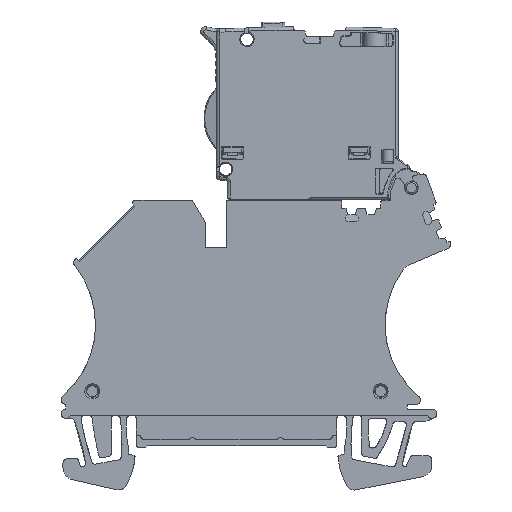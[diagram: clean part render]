
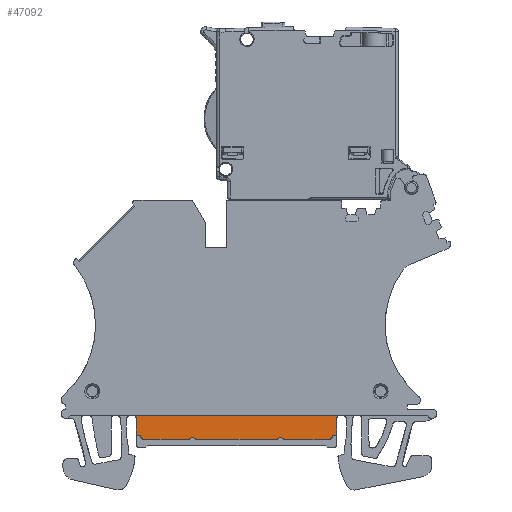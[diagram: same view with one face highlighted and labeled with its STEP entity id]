
A CAD part, left-side view. The second image highlights one B-rep face of the part: STEP entity #47092.
In plain terms, the highlighted planar face has unit normal (-1, 0, 0).
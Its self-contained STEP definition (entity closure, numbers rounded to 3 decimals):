
#32024 = EDGE_CURVE('',#32025,#32027,#32029,.T.);
#32025 = VERTEX_POINT('',#32026);
#32026 = CARTESIAN_POINT('',(1.2,50.728,11.9)
  );
#32027 = VERTEX_POINT('',#32028);
#32028 = CARTESIAN_POINT('',(1.2,17.728,11.9)
  );
#32029 = LINE('',#32030,#32031);
#32030 = CARTESIAN_POINT('',(1.2,34.228,11.9)
  );
#32031 = VECTOR('',#32032,1.);
#32032 = DIRECTION('',(0.,-1.,0.));
#47092 = ADVANCED_FACE('',(#47093),#47238,.T.);
#47093 = FACE_BOUND('',#47094,.T.);
#47094 = EDGE_LOOP('',(#47095,#47105,#47114,#47122,#47130,#47138,#47145,
    #47146,#47155,#47163,#47171,#47179,#47188,#47196,#47205,#47214,
    #47222,#47231));
#47095 = ORIENTED_EDGE('',*,*,#47096,.T.);
#47096 = EDGE_CURVE('',#47097,#47099,#47101,.T.);
#47097 = VERTEX_POINT('',#47098);
#47098 = CARTESIAN_POINT('',(1.2,26.696,8.071));
#47099 = VERTEX_POINT('',#47100);
#47100 = CARTESIAN_POINT('',(1.2,19.428,8.071)
  );
#47101 = LINE('',#47102,#47103);
#47102 = CARTESIAN_POINT('',(1.2,23.062,8.071)
  );
#47103 = VECTOR('',#47104,1.);
#47104 = DIRECTION('',(0.,-1.,0.));
#47105 = ORIENTED_EDGE('',*,*,#47106,.T.);
#47106 = EDGE_CURVE('',#47099,#47107,#47109,.T.);
#47107 = VERTEX_POINT('',#47108);
#47108 = CARTESIAN_POINT('',(1.2,18.949,8.55)
  );
#47109 = CIRCLE('',#47110,0.479);
#47110 = AXIS2_PLACEMENT_3D('',#47111,#47112,#47113);
#47111 = CARTESIAN_POINT('',(1.2,19.428,8.55)
  );
#47112 = DIRECTION('',(-1.,0.,0.));
#47113 = DIRECTION('',(0.,0.,-1.));
#47114 = ORIENTED_EDGE('',*,*,#47115,.F.);
#47115 = EDGE_CURVE('',#47116,#47107,#47118,.T.);
#47116 = VERTEX_POINT('',#47117);
#47117 = CARTESIAN_POINT('',(1.2,18.949,8.75)
  );
#47118 = LINE('',#47119,#47120);
#47119 = CARTESIAN_POINT('',(1.2,18.949,8.65)
  );
#47120 = VECTOR('',#47121,1.);
#47121 = DIRECTION('',(0.,0.,-1.));
#47122 = ORIENTED_EDGE('',*,*,#47123,.T.);
#47123 = EDGE_CURVE('',#47116,#47124,#47126,.T.);
#47124 = VERTEX_POINT('',#47125);
#47125 = CARTESIAN_POINT('',(1.2,18.228,8.75)
  );
#47126 = LINE('',#47127,#47128);
#47127 = CARTESIAN_POINT('',(1.2,18.588,8.75)
  );
#47128 = VECTOR('',#47129,1.);
#47129 = DIRECTION('',(0.,-1.,0.));
#47130 = ORIENTED_EDGE('',*,*,#47131,.T.);
#47131 = EDGE_CURVE('',#47124,#47132,#47134,.T.);
#47132 = VERTEX_POINT('',#47133);
#47133 = CARTESIAN_POINT('',(1.2,18.228,11.4
    ));
#47134 = LINE('',#47135,#47136);
#47135 = CARTESIAN_POINT('',(1.2,18.228,10.075
    ));
#47136 = VECTOR('',#47137,1.);
#47137 = DIRECTION('',(0.,0.,1.));
#47138 = ORIENTED_EDGE('',*,*,#47139,.F.);
#47139 = EDGE_CURVE('',#32027,#47132,#47140,.T.);
#47140 = CIRCLE('',#47141,0.5);
#47141 = AXIS2_PLACEMENT_3D('',#47142,#47143,#47144);
#47142 = CARTESIAN_POINT('',(1.2,17.728,11.4
    ));
#47143 = DIRECTION('',(-1.,0.,0.));
#47144 = DIRECTION('',(0.,0.,-1.));
#47145 = ORIENTED_EDGE('',*,*,#32024,.F.);
#47146 = ORIENTED_EDGE('',*,*,#47147,.F.);
#47147 = EDGE_CURVE('',#47148,#32025,#47150,.T.);
#47148 = VERTEX_POINT('',#47149);
#47149 = CARTESIAN_POINT('',(1.2,50.228,11.4
    ));
#47150 = CIRCLE('',#47151,0.5);
#47151 = AXIS2_PLACEMENT_3D('',#47152,#47153,#47154);
#47152 = CARTESIAN_POINT('',(1.2,50.728,11.4)
  );
#47153 = DIRECTION('',(-1.,0.,0.));
#47154 = DIRECTION('',(0.,0.,-1.));
#47155 = ORIENTED_EDGE('',*,*,#47156,.F.);
#47156 = EDGE_CURVE('',#47157,#47148,#47159,.T.);
#47157 = VERTEX_POINT('',#47158);
#47158 = CARTESIAN_POINT('',(1.2,50.228,8.75)
  );
#47159 = LINE('',#47160,#47161);
#47160 = CARTESIAN_POINT('',(1.2,50.228,10.075
    ));
#47161 = VECTOR('',#47162,1.);
#47162 = DIRECTION('',(0.,0.,1.));
#47163 = ORIENTED_EDGE('',*,*,#47164,.F.);
#47164 = EDGE_CURVE('',#47165,#47157,#47167,.T.);
#47165 = VERTEX_POINT('',#47166);
#47166 = CARTESIAN_POINT('',(1.2,49.507,8.75)
  );
#47167 = LINE('',#47168,#47169);
#47168 = CARTESIAN_POINT('',(1.2,49.868,8.75)
  );
#47169 = VECTOR('',#47170,1.);
#47170 = DIRECTION('',(0.,1.,0.));
#47171 = ORIENTED_EDGE('',*,*,#47172,.F.);
#47172 = EDGE_CURVE('',#47173,#47165,#47175,.T.);
#47173 = VERTEX_POINT('',#47174);
#47174 = CARTESIAN_POINT('',(1.2,49.507,8.55)
  );
#47175 = LINE('',#47176,#47177);
#47176 = CARTESIAN_POINT('',(1.2,49.507,8.65)
  );
#47177 = VECTOR('',#47178,1.);
#47178 = DIRECTION('',(0.,0.,1.));
#47179 = ORIENTED_EDGE('',*,*,#47180,.T.);
#47180 = EDGE_CURVE('',#47173,#47181,#47183,.T.);
#47181 = VERTEX_POINT('',#47182);
#47182 = CARTESIAN_POINT('',(1.2,49.028,8.071)
  );
#47183 = CIRCLE('',#47184,0.479);
#47184 = AXIS2_PLACEMENT_3D('',#47185,#47186,#47187);
#47185 = CARTESIAN_POINT('',(1.2,49.028,8.55)
  );
#47186 = DIRECTION('',(-1.,0.,0.));
#47187 = DIRECTION('',(0.,0.,-1.));
#47188 = ORIENTED_EDGE('',*,*,#47189,.T.);
#47189 = EDGE_CURVE('',#47181,#47190,#47192,.T.);
#47190 = VERTEX_POINT('',#47191);
#47191 = CARTESIAN_POINT('',(1.2,41.76,8.071)
  );
#47192 = LINE('',#47193,#47194);
#47193 = CARTESIAN_POINT('',(1.2,45.394,8.071));
#47194 = VECTOR('',#47195,1.);
#47195 = DIRECTION('',(0.,-1.,0.));
#47196 = ORIENTED_EDGE('',*,*,#47197,.F.);
#47197 = EDGE_CURVE('',#47198,#47190,#47200,.T.);
#47198 = VERTEX_POINT('',#47199);
#47199 = CARTESIAN_POINT('',(1.2,41.228,8.371)
  );
#47200 = CIRCLE('',#47201,0.621);
#47201 = AXIS2_PLACEMENT_3D('',#47202,#47203,#47204);
#47202 = CARTESIAN_POINT('',(1.2,41.228,7.75)
  );
#47203 = DIRECTION('',(-1.,0.,0.));
#47204 = DIRECTION('',(0.,0.,-1.));
#47205 = ORIENTED_EDGE('',*,*,#47206,.F.);
#47206 = EDGE_CURVE('',#47207,#47198,#47209,.T.);
#47207 = VERTEX_POINT('',#47208);
#47208 = CARTESIAN_POINT('',(1.2,40.696,8.071));
#47209 = CIRCLE('',#47210,0.621);
#47210 = AXIS2_PLACEMENT_3D('',#47211,#47212,#47213);
#47211 = CARTESIAN_POINT('',(1.2,41.228,7.75)
  );
#47212 = DIRECTION('',(-1.,0.,0.));
#47213 = DIRECTION('',(0.,0.,-1.));
#47214 = ORIENTED_EDGE('',*,*,#47215,.T.);
#47215 = EDGE_CURVE('',#47207,#47216,#47218,.T.);
#47216 = VERTEX_POINT('',#47217);
#47217 = CARTESIAN_POINT('',(1.2,27.76,8.071)
  );
#47218 = LINE('',#47219,#47220);
#47219 = CARTESIAN_POINT('',(1.2,34.228,8.071)
  );
#47220 = VECTOR('',#47221,1.);
#47221 = DIRECTION('',(0.,-1.,0.));
#47222 = ORIENTED_EDGE('',*,*,#47223,.F.);
#47223 = EDGE_CURVE('',#47224,#47216,#47226,.T.);
#47224 = VERTEX_POINT('',#47225);
#47225 = CARTESIAN_POINT('',(1.2,27.228,8.371)
  );
#47226 = CIRCLE('',#47227,0.621);
#47227 = AXIS2_PLACEMENT_3D('',#47228,#47229,#47230);
#47228 = CARTESIAN_POINT('',(1.2,27.228,7.75)
  );
#47229 = DIRECTION('',(-1.,0.,0.));
#47230 = DIRECTION('',(0.,0.,-1.));
#47231 = ORIENTED_EDGE('',*,*,#47232,.F.);
#47232 = EDGE_CURVE('',#47097,#47224,#47233,.T.);
#47233 = CIRCLE('',#47234,0.621);
#47234 = AXIS2_PLACEMENT_3D('',#47235,#47236,#47237);
#47235 = CARTESIAN_POINT('',(1.2,27.228,7.75)
  );
#47236 = DIRECTION('',(-1.,0.,0.));
#47237 = DIRECTION('',(0.,0.,-1.));
#47238 = PLANE('',#47239);
#47239 = AXIS2_PLACEMENT_3D('',#47240,#47241,#47242);
#47240 = CARTESIAN_POINT('',(1.2,39.453,11.9)
  );
#47241 = DIRECTION('',(-1.,0.,0.));
#47242 = DIRECTION('',(0.,0.,1.));
